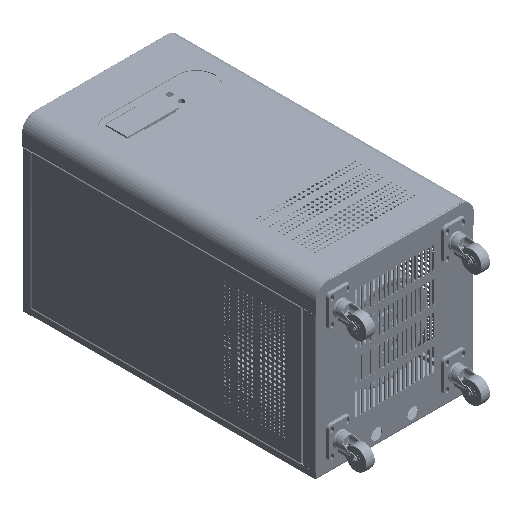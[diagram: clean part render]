
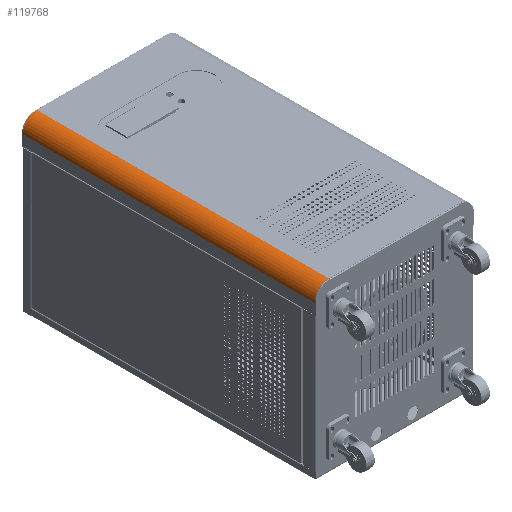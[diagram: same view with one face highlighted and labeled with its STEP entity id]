
A CAD part, isometric view. The second image highlights one B-rep face of the part: STEP entity #119768.
In plain terms, the highlighted cylindrical face has radius 31.2 mm (diameter 62.4 mm), a partial arc.
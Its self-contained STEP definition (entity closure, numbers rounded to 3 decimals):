
#9399 = CARTESIAN_POINT ( 'NONE',  ( 31.2, -702.3, 0. ) ) ;
#11007 = AXIS2_PLACEMENT_3D ( 'NONE', #267789, #231270, #273246 ) ;
#27943 = VECTOR ( 'NONE', #195689, 1000. ) ;
#29556 = EDGE_CURVE ( 'NONE', #142612, #91919, #116159, .T. ) ;
#33205 = CIRCLE ( 'NONE', #225397, 31.2 ) ;
#43484 = DIRECTION ( 'NONE',  ( 0., 1., 0. ) ) ;
#45396 = CARTESIAN_POINT ( 'NONE',  ( 30., -55.76, -0.023 ) ) ;
#45438 = VECTOR ( 'NONE', #275417, 1000. ) ;
#49310 = EDGE_CURVE ( 'NONE', #91919, #267352, #256433, .T. ) ;
#53506 = VERTEX_POINT ( 'NONE', #78829 ) ;
#55559 = EDGE_CURVE ( 'NONE', #68885, #53506, #33205, .T. ) ;
#63647 = ORIENTED_EDGE ( 'NONE', *, *, #49310, .F. ) ;
#68885 = VERTEX_POINT ( 'NONE', #9399 ) ;
#73321 = EDGE_CURVE ( 'NONE', #267352, #68885, #174713, .T. ) ;
#78829 = CARTESIAN_POINT ( 'NONE',  ( 0., -702.3, -31.2 ) ) ;
#80798 = DIRECTION ( 'NONE',  ( 0., -1., 0. ) ) ;
#91919 = VERTEX_POINT ( 'NONE', #45396 ) ;
#92846 = CARTESIAN_POINT ( 'NONE',  ( 31.2, -55.76, 0. ) ) ;
#99004 = ORIENTED_EDGE ( 'NONE', *, *, #73321, .F. ) ;
#104704 = LINE ( 'NONE', #185897, #45438 ) ;
#116159 = CIRCLE ( 'NONE', #120537, 31.2 ) ;
#119768 = ADVANCED_FACE ( 'NONE', ( #133440 ), #223024, .T. ) ;
#120537 = AXIS2_PLACEMENT_3D ( 'NONE', #151118, #43484, #256193 ) ;
#130896 = ORIENTED_EDGE ( 'NONE', *, *, #55559, .F. ) ;
#133440 = FACE_OUTER_BOUND ( 'NONE', #185995, .T. ) ;
#142612 = VERTEX_POINT ( 'NONE', #240116 ) ;
#151118 = CARTESIAN_POINT ( 'NONE',  ( 31.2, -55.76, -31.2 ) ) ;
#160279 = ORIENTED_EDGE ( 'NONE', *, *, #29556, .F. ) ;
#164797 = DIRECTION ( 'NONE',  ( -1., 0., 0. ) ) ;
#174713 = LINE ( 'NONE', #240510, #27943 ) ;
#185897 = CARTESIAN_POINT ( 'NONE',  ( 0., -702.3, -31.2 ) ) ;
#185995 = EDGE_LOOP ( 'NONE', ( #99004, #63647, #160279, #198966, #130896 ) ) ;
#195689 = DIRECTION ( 'NONE',  ( 0., -1., 0. ) ) ;
#198966 = ORIENTED_EDGE ( 'NONE', *, *, #259250, .T. ) ;
#202030 = CARTESIAN_POINT ( 'NONE',  ( 31.2, -55.76, -31.2 ) ) ;
#203372 = DIRECTION ( 'NONE',  ( 0., 1., 0. ) ) ;
#211696 = AXIS2_PLACEMENT_3D ( 'NONE', #202030, #203372, #225803 ) ;
#223024 = CYLINDRICAL_SURFACE ( 'NONE', #11007, 31.2 ) ;
#225397 = AXIS2_PLACEMENT_3D ( 'NONE', #273938, #80798, #164797 ) ;
#225803 = DIRECTION ( 'NONE',  ( -1., 0., 0. ) ) ;
#231270 = DIRECTION ( 'NONE',  ( 0., 1., 0. ) ) ;
#240116 = CARTESIAN_POINT ( 'NONE',  ( 0., -55.76, -31.2 ) ) ;
#240510 = CARTESIAN_POINT ( 'NONE',  ( 31.2, -55.76, 0. ) ) ;
#256193 = DIRECTION ( 'NONE',  ( -1., 0., 0. ) ) ;
#256433 = CIRCLE ( 'NONE', #211696, 31.2 ) ;
#259250 = EDGE_CURVE ( 'NONE', #142612, #53506, #104704, .T. ) ;
#267352 = VERTEX_POINT ( 'NONE', #92846 ) ;
#267789 = CARTESIAN_POINT ( 'NONE',  ( 31.2, -55.76, -31.2 ) ) ;
#273246 = DIRECTION ( 'NONE',  ( -1., 0., 0. ) ) ;
#273938 = CARTESIAN_POINT ( 'NONE',  ( 31.2, -702.3, -31.2 ) ) ;
#275417 = DIRECTION ( 'NONE',  ( 0., -1., 0. ) ) ;
